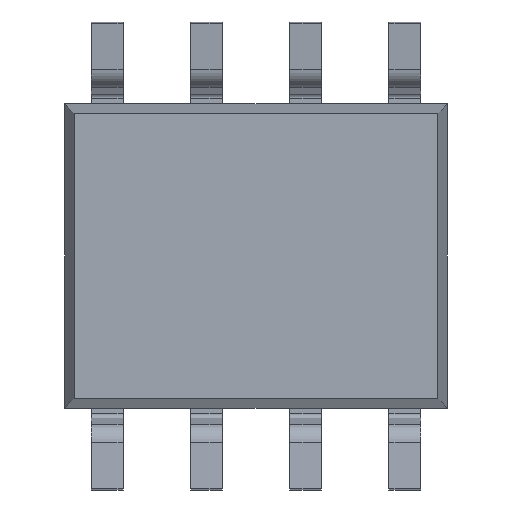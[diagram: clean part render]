
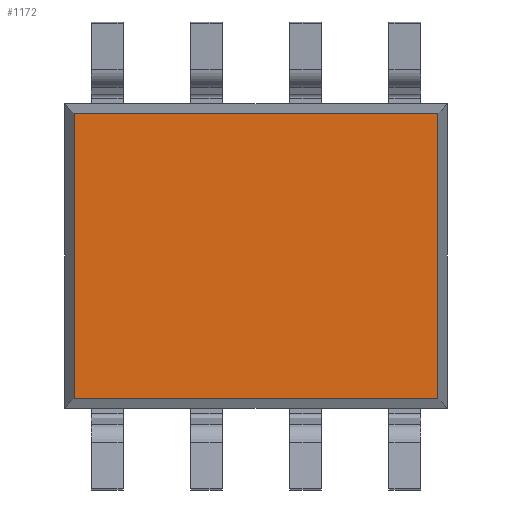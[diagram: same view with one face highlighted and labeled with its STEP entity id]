
A CAD part, front view. The second image highlights one B-rep face of the part: STEP entity #1172.
In plain terms, the highlighted planar face has unit normal (0, -1, 0).
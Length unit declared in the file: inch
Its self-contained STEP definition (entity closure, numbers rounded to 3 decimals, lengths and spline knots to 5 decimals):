
#67 = CARTESIAN_POINT ( 'NONE',  ( -0.0917, -0.031, 0.07195 ) ) ;
#68 = AXIS2_PLACEMENT_3D ( 'NONE', #1543, #2096, #3038 ) ;
#137 = VERTEX_POINT ( 'NONE', #1338 ) ;
#183 = DIRECTION ( 'NONE',  ( -1., 0., 0. ) ) ;
#204 = CARTESIAN_POINT ( 'NONE',  ( -0.0917, -0.031, 0.07675 ) ) ;
#341 = VECTOR ( 'NONE', #1891, 39.37008 ) ;
#981 = CARTESIAN_POINT ( 'NONE',  ( -0.0965, -0.031, -0.07195 ) ) ;
#1003 = CARTESIAN_POINT ( 'NONE',  ( -0.0917, -0.031, -0.07195 ) ) ;
#1033 = EDGE_LOOP ( 'NONE', ( #1170, #1247, #2941, #2219 ) ) ;
#1170 = ORIENTED_EDGE ( 'NONE', *, *, #3573, .T. ) ;
#1172 = ADVANCED_FACE ( 'NONE', ( #1313 ), #3901, .T. ) ;
#1247 = ORIENTED_EDGE ( 'NONE', *, *, #2776, .T. ) ;
#1313 = FACE_OUTER_BOUND ( 'NONE', #1033, .T. ) ;
#1338 = CARTESIAN_POINT ( 'NONE',  ( 0.0917, -0.031, 0.07195 ) ) ;
#1422 = CARTESIAN_POINT ( 'NONE',  ( 0.0965, -0.031, 0.07195 ) ) ;
#1512 = EDGE_CURVE ( 'NONE', #2916, #137, #3366, .T. ) ;
#1543 = CARTESIAN_POINT ( 'NONE',  ( 0., -0.031, 0. ) ) ;
#1605 = DIRECTION ( 'NONE',  ( 1., 0., 0. ) ) ;
#1810 = CARTESIAN_POINT ( 'NONE',  ( 0.0917, -0.031, -0.07195 ) ) ;
#1822 = VECTOR ( 'NONE', #183, 39.37008 ) ;
#1891 = DIRECTION ( 'NONE',  ( 0., 0., -1. ) ) ;
#1900 = VECTOR ( 'NONE', #1605, 39.37008 ) ;
#2064 = VECTOR ( 'NONE', #2313, 39.37008 ) ;
#2096 = DIRECTION ( 'NONE',  ( 0., -1., 0. ) ) ;
#2154 = EDGE_CURVE ( 'NONE', #3082, #2916, #2374, .T. ) ;
#2173 = VERTEX_POINT ( 'NONE', #67 ) ;
#2219 = ORIENTED_EDGE ( 'NONE', *, *, #1512, .T. ) ;
#2300 = CARTESIAN_POINT ( 'NONE',  ( 0.0917, -0.031, -0.07675 ) ) ;
#2313 = DIRECTION ( 'NONE',  ( 0., 0., 1. ) ) ;
#2374 = LINE ( 'NONE', #981, #1900 ) ;
#2402 = LINE ( 'NONE', #204, #341 ) ;
#2776 = EDGE_CURVE ( 'NONE', #2173, #3082, #2402, .T. ) ;
#2916 = VERTEX_POINT ( 'NONE', #1810 ) ;
#2941 = ORIENTED_EDGE ( 'NONE', *, *, #2154, .T. ) ;
#3038 = DIRECTION ( 'NONE',  ( 0., 0., -1. ) ) ;
#3082 = VERTEX_POINT ( 'NONE', #1003 ) ;
#3279 = LINE ( 'NONE', #1422, #1822 ) ;
#3366 = LINE ( 'NONE', #2300, #2064 ) ;
#3573 = EDGE_CURVE ( 'NONE', #137, #2173, #3279, .T. ) ;
#3901 = PLANE ( 'NONE',  #68 ) ;
